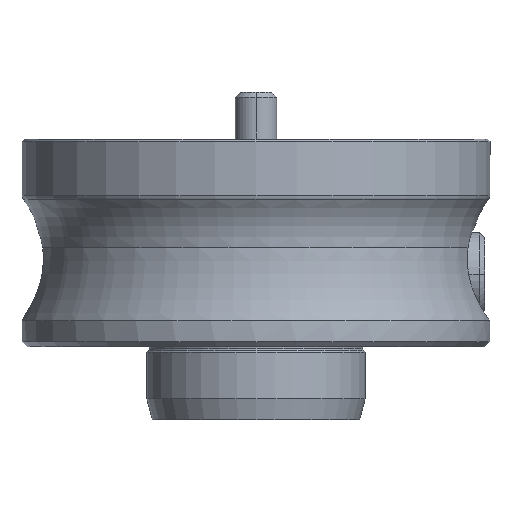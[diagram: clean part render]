
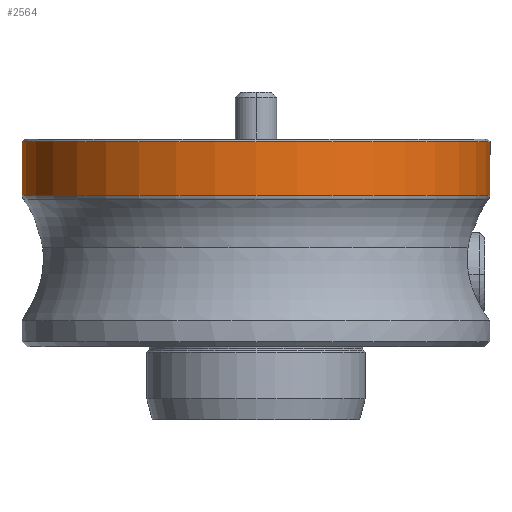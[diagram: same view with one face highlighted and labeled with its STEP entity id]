
A CAD part, front view. The second image highlights one B-rep face of the part: STEP entity #2564.
In plain terms, the highlighted cylindrical face has radius 45 mm (diameter 90 mm), a partial arc.
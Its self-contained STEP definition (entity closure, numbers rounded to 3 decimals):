
#160 = AXIS2_PLACEMENT_3D ( 'NONE', #7439, #2005, #1286 ) ;
#175 = DIRECTION ( 'NONE',  ( 0., 0., 1. ) ) ;
#179 = AXIS2_PLACEMENT_3D ( 'NONE', #3686, #1073, #424 ) ;
#424 = DIRECTION ( 'NONE',  ( 1., 0., 0. ) ) ;
#1073 = DIRECTION ( 'NONE',  ( 0., 0., 1. ) ) ;
#1225 = CARTESIAN_POINT ( 'NONE',  ( 0., 0., 56.413 ) ) ;
#1230 = CARTESIAN_POINT ( 'NONE',  ( 45., 0., 29.224 ) ) ;
#1286 = DIRECTION ( 'NONE',  ( -1., 0., 0. ) ) ;
#1301 = VECTOR ( 'NONE', #3839, 1000. ) ;
#1556 = CIRCLE ( 'NONE', #160, 45. ) ;
#2005 = DIRECTION ( 'NONE',  ( 0., 0., -1. ) ) ;
#2162 = VERTEX_POINT ( 'NONE', #7517 ) ;
#2371 = VERTEX_POINT ( 'NONE', #7776 ) ;
#2564 = ADVANCED_FACE ( 'NONE', ( #4574 ), #7252, .T. ) ;
#2964 = CARTESIAN_POINT ( 'NONE',  ( 45., 0., 39.5 ) ) ;
#3486 = EDGE_CURVE ( 'NONE', #6157, #2162, #1556, .T. ) ;
#3686 = CARTESIAN_POINT ( 'NONE',  ( 0., 0., 29.224 ) ) ;
#3839 = DIRECTION ( 'NONE',  ( 0., 0., 1. ) ) ;
#4220 = CARTESIAN_POINT ( 'NONE',  ( 45., 0., 56.413 ) ) ;
#4574 = FACE_OUTER_BOUND ( 'NONE', #5569, .T. ) ;
#4588 = EDGE_CURVE ( 'NONE', #2371, #6504, #7607, .T. ) ;
#4624 = LINE ( 'NONE', #7162, #1301 ) ;
#5569 = EDGE_LOOP ( 'NONE', ( #6884, #8687, #5610, #6539 ) ) ;
#5610 = ORIENTED_EDGE ( 'NONE', *, *, #5667, .T. ) ;
#5667 = EDGE_CURVE ( 'NONE', #6504, #6157, #6178, .T. ) ;
#6154 = AXIS2_PLACEMENT_3D ( 'NONE', #1225, #7290, #6586 ) ;
#6157 = VERTEX_POINT ( 'NONE', #2964 ) ;
#6178 = LINE ( 'NONE', #4220, #6618 ) ;
#6504 = VERTEX_POINT ( 'NONE', #1230 ) ;
#6539 = ORIENTED_EDGE ( 'NONE', *, *, #3486, .T. ) ;
#6571 = EDGE_CURVE ( 'NONE', #2371, #2162, #4624, .T. ) ;
#6586 = DIRECTION ( 'NONE',  ( 1., 0., 0. ) ) ;
#6618 = VECTOR ( 'NONE', #175, 1000. ) ;
#6884 = ORIENTED_EDGE ( 'NONE', *, *, #6571, .F. ) ;
#7162 = CARTESIAN_POINT ( 'NONE',  ( -45., 0., 56.413 ) ) ;
#7252 = CYLINDRICAL_SURFACE ( 'NONE', #6154, 45. ) ;
#7290 = DIRECTION ( 'NONE',  ( 0., 0., 1. ) ) ;
#7439 = CARTESIAN_POINT ( 'NONE',  ( 0., 0., 39.5 ) ) ;
#7517 = CARTESIAN_POINT ( 'NONE',  ( -45., 0., 39.5 ) ) ;
#7607 = CIRCLE ( 'NONE', #179, 45. ) ;
#7776 = CARTESIAN_POINT ( 'NONE',  ( -45., 0., 29.224 ) ) ;
#8687 = ORIENTED_EDGE ( 'NONE', *, *, #4588, .T. ) ;
